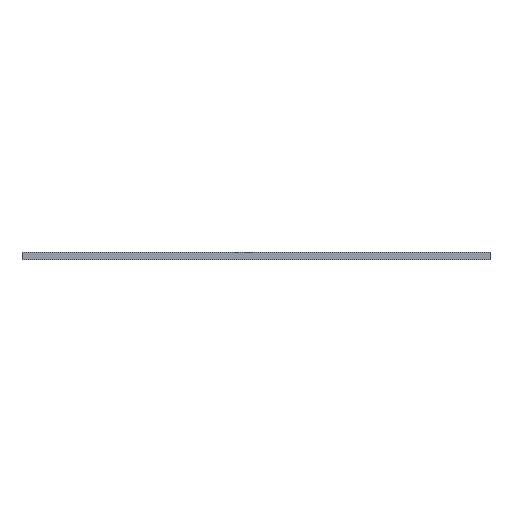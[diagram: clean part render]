
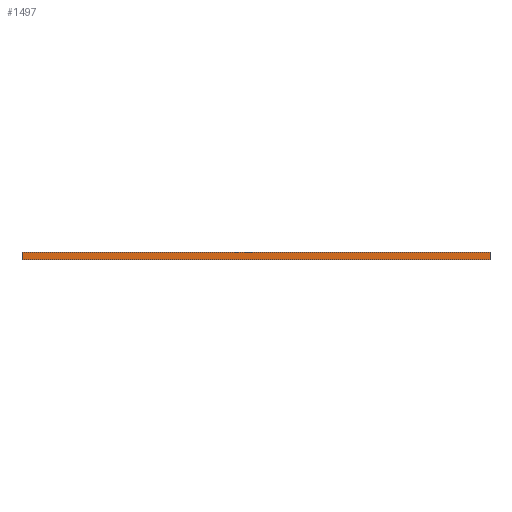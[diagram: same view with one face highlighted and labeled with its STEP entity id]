
A CAD part, front view. The second image highlights one B-rep face of the part: STEP entity #1497.
In plain terms, the highlighted planar face has unit normal (0, -1, 0).
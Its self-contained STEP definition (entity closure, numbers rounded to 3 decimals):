
#315=FACE_OUTER_BOUND('',#385,.T.);
#385=EDGE_LOOP('',(#1079,#1080,#1081,#1082));
#571=LINE('',#2248,#655);
#572=LINE('',#2250,#656);
#573=LINE('',#2252,#657);
#574=LINE('',#2253,#658);
#655=VECTOR('',#1779,1.);
#656=VECTOR('',#1780,1.);
#657=VECTOR('',#1781,1.);
#658=VECTOR('',#1782,1.);
#739=VERTEX_POINT('',#2246);
#740=VERTEX_POINT('',#2247);
#741=VERTEX_POINT('',#2249);
#742=VERTEX_POINT('',#2251);
#875=EDGE_CURVE('',#739,#740,#571,.T.);
#876=EDGE_CURVE('',#740,#741,#572,.T.);
#877=EDGE_CURVE('',#742,#741,#573,.T.);
#878=EDGE_CURVE('',#739,#742,#574,.T.);
#1079=ORIENTED_EDGE('',*,*,#875,.T.);
#1080=ORIENTED_EDGE('',*,*,#876,.T.);
#1081=ORIENTED_EDGE('',*,*,#877,.F.);
#1082=ORIENTED_EDGE('',*,*,#878,.F.);
#1487=PLANE('',#1582);
#1497=ADVANCED_FACE('',(#315),#1487,.T.);
#1582=AXIS2_PLACEMENT_3D('',#2245,#1777,#1778);
#1777=DIRECTION('center_axis',(0.,-1.,0.));
#1778=DIRECTION('ref_axis',(-1.,0.,0.));
#1779=DIRECTION('',(0.,0.,1.));
#1780=DIRECTION('',(-1.,0.,0.));
#1781=DIRECTION('',(0.,0.,1.));
#1782=DIRECTION('',(-1.,0.,0.));
#2245=CARTESIAN_POINT('Origin',(200.23,-119.595,0.));
#2246=CARTESIAN_POINT('',(200.23,-119.595,0.));
#2247=CARTESIAN_POINT('',(200.23,-119.595,1.51));
#2248=CARTESIAN_POINT('',(200.23,-119.595,0.));
#2249=CARTESIAN_POINT('',(100.43,-119.595,1.51));
#2250=CARTESIAN_POINT('',(200.23,-119.595,1.51));
#2251=CARTESIAN_POINT('',(100.43,-119.595,0.));
#2252=CARTESIAN_POINT('',(100.43,-119.595,0.));
#2253=CARTESIAN_POINT('',(200.23,-119.595,0.));
